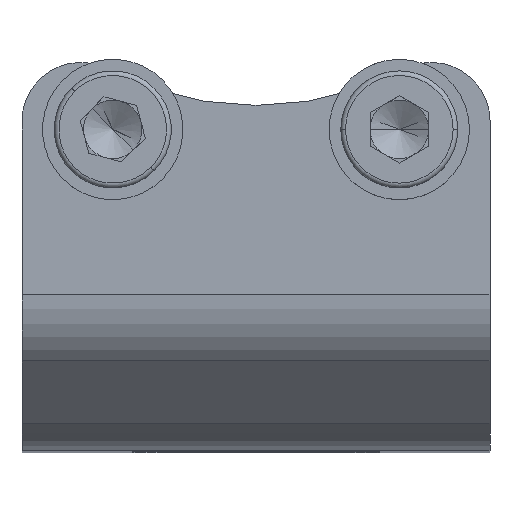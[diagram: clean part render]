
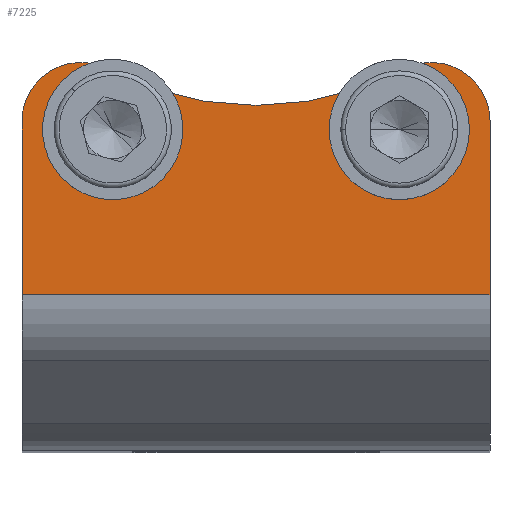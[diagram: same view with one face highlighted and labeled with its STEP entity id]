
A CAD part, top view. The second image highlights one B-rep face of the part: STEP entity #7225.
In plain terms, the highlighted planar face has unit normal (0, 0, 1).
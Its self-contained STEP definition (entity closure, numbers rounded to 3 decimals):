
#1811 = CARTESIAN_POINT ( 'NONE',  ( -9.046, 27.436, 0. ) ) ;
#1957 = CARTESIAN_POINT ( 'NONE',  ( -15.446, 27.436, 0. ) ) ;
#1966 = DIRECTION ( 'NONE',  ( 1., 0., 0. ) ) ;
#1967 = DIRECTION ( 'NONE',  ( 0., 0., 1. ) ) ;
#1968 = CARTESIAN_POINT ( 'NONE',  ( -12.246, 27.436, 0. ) ) ;
#1969 = AXIS2_PLACEMENT_3D ( 'NONE', #1968, #1967, #1966 ) ;
#1970 = CIRCLE ( 'NONE', #1969, 3.2 ) ;
#2034 = CARTESIAN_POINT ( 'NONE',  ( 15.446, 27.436, 0. ) ) ;
#2035 = DIRECTION ( 'NONE',  ( 1., 0., 0. ) ) ;
#2036 = DIRECTION ( 'NONE',  ( 0., 0., 1. ) ) ;
#2037 = AXIS2_PLACEMENT_3D ( 'NONE', #2060, #2036, #2035 ) ;
#2038 = CIRCLE ( 'NONE', #2037, 3.2 ) ;
#2060 = CARTESIAN_POINT ( 'NONE',  ( 12.246, 27.436, 0. ) ) ;
#2094 = CARTESIAN_POINT ( 'NONE',  ( 9.046, 27.436, 0. ) ) ;
#2276 = CARTESIAN_POINT ( 'NONE',  ( 20., 28.169, 0. ) ) ;
#2282 = DIRECTION ( 'NONE',  ( 0., 1., 0. ) ) ;
#2283 = VECTOR ( 'NONE', #2282, 1000. ) ;
#2284 = CARTESIAN_POINT ( 'NONE',  ( 20., 0., 0. ) ) ;
#2305 = LINE ( 'NONE', #2284, #2283 ) ;
#2317 = DIRECTION ( 'NONE',  ( 0., 0., -1. ) ) ;
#2327 = CARTESIAN_POINT ( 'NONE',  ( -12.692, 32.604, 0. ) ) ;
#2368 = CARTESIAN_POINT ( 'NONE',  ( 0., 57., 0. ) ) ;
#2372 = DIRECTION ( 'NONE',  ( 1., 0., 0. ) ) ;
#2373 = DIRECTION ( 'NONE',  ( 0., 0., 1. ) ) ;
#2374 = CARTESIAN_POINT ( 'NONE',  ( 12.246, 27.436, 0. ) ) ;
#2377 = DIRECTION ( 'NONE',  ( 1., 0., 0. ) ) ;
#2378 = CIRCLE ( 'NONE', #2383, 3.2 ) ;
#2383 = AXIS2_PLACEMENT_3D ( 'NONE', #2374, #2373, #2372 ) ;
#2395 = AXIS2_PLACEMENT_3D ( 'NONE', #2368, #2317, #2377 ) ;
#2396 = CIRCLE ( 'NONE', #2395, 27.5 ) ;
#2421 = FACE_BOUND ( 'NONE', #7275, .T. ) ;
#2422 = FACE_OUTER_BOUND ( 'NONE', #7240, .T. ) ;
#2423 = FACE_BOUND ( 'NONE', #7233, .T. ) ;
#2430 = CARTESIAN_POINT ( 'NONE',  ( 20., 13.314, 0. ) ) ;
#2433 = PLANE ( 'NONE',  #2480 ) ;
#2434 = DIRECTION ( 'NONE',  ( 0., 0., -1. ) ) ;
#2437 = DIRECTION ( 'NONE',  ( -1., 0., 0. ) ) ;
#2458 = CARTESIAN_POINT ( 'NONE',  ( 12.692, 32.604, 0. ) ) ;
#2459 = DIRECTION ( 'NONE',  ( 1., 0., 0. ) ) ;
#2460 = DIRECTION ( 'NONE',  ( 0., 0., 1. ) ) ;
#2461 = CARTESIAN_POINT ( 'NONE',  ( 15., 28.169, 0. ) ) ;
#2462 = AXIS2_PLACEMENT_3D ( 'NONE', #2461, #2460, #2459 ) ;
#2463 = CIRCLE ( 'NONE', #2462, 5. ) ;
#2479 = CARTESIAN_POINT ( 'NONE',  ( 40., 87., 0. ) ) ;
#2480 = AXIS2_PLACEMENT_3D ( 'NONE', #2479, #2434, #2437 ) ;
#2484 = CARTESIAN_POINT ( 'NONE',  ( 40., 13.314, 0. ) ) ;
#2485 = LINE ( 'NONE', #2484, #2554 ) ;
#2487 = DIRECTION ( 'NONE',  ( 1., 0., 0. ) ) ;
#2488 = DIRECTION ( 'NONE',  ( 0., 0., 1. ) ) ;
#2489 = CARTESIAN_POINT ( 'NONE',  ( -12.246, 27.436, 0. ) ) ;
#2490 = AXIS2_PLACEMENT_3D ( 'NONE', #2489, #2488, #2487 ) ;
#2491 = CIRCLE ( 'NONE', #2490, 3.2 ) ;
#2497 = DIRECTION ( 'NONE',  ( 1., 0., 0. ) ) ;
#2498 = DIRECTION ( 'NONE',  ( 0., 0., 1. ) ) ;
#2499 = CARTESIAN_POINT ( 'NONE',  ( -15., 28.169, 0. ) ) ;
#2500 = AXIS2_PLACEMENT_3D ( 'NONE', #2499, #2498, #2497 ) ;
#2501 = CIRCLE ( 'NONE', #2500, 5. ) ;
#2524 = CARTESIAN_POINT ( 'NONE',  ( -20., 28.169, 0. ) ) ;
#2531 = DIRECTION ( 'NONE',  ( 0., -1., 0. ) ) ;
#2532 = VECTOR ( 'NONE', #2531, 1000. ) ;
#2533 = CARTESIAN_POINT ( 'NONE',  ( -20., 28.169, 0. ) ) ;
#2534 = LINE ( 'NONE', #2533, #2532 ) ;
#2552 = CARTESIAN_POINT ( 'NONE',  ( -20., 13.314, 0. ) ) ;
#2553 = DIRECTION ( 'NONE',  ( -1., 0., 0. ) ) ;
#2554 = VECTOR ( 'NONE', #2553, 1000. ) ;
#6924 = VERTEX_POINT ( 'NONE', #1811 ) ;
#7032 = VERTEX_POINT ( 'NONE', #2094 ) ;
#7050 = EDGE_CURVE ( 'NONE', #7032, #7051, #2038, .T. ) ;
#7051 = VERTEX_POINT ( 'NONE', #2034 ) ;
#7057 = EDGE_CURVE ( 'NONE', #7060, #6924, #1970, .T. ) ;
#7060 = VERTEX_POINT ( 'NONE', #1957 ) ;
#7147 = ORIENTED_EDGE ( 'NONE', *, *, #7148, .T. ) ;
#7148 = EDGE_CURVE ( 'NONE', #7241, #7149, #2305, .T. ) ;
#7149 = VERTEX_POINT ( 'NONE', #2276 ) ;
#7171 = ORIENTED_EDGE ( 'NONE', *, *, #7172, .T. ) ;
#7172 = EDGE_CURVE ( 'NONE', #7257, #7173, #2396, .T. ) ;
#7173 = VERTEX_POINT ( 'NONE', #2327 ) ;
#7174 = ORIENTED_EDGE ( 'NONE', *, *, #7287, .T. ) ;
#7180 = ORIENTED_EDGE ( 'NONE', *, *, #7181, .F. ) ;
#7181 = EDGE_CURVE ( 'NONE', #7051, #7032, #2378, .T. ) ;
#7225 = ADVANCED_FACE ( 'NONE', ( #2423, #2422, #2421 ), #2433, .F. ) ;
#7233 = EDGE_LOOP ( 'NONE', ( #7180, #7239 ) ) ;
#7239 = ORIENTED_EDGE ( 'NONE', *, *, #7050, .F. ) ;
#7240 = EDGE_LOOP ( 'NONE', ( #7147, #7255, #7171, #7174, #7276, #7272 ) ) ;
#7241 = VERTEX_POINT ( 'NONE', #2430 ) ;
#7255 = ORIENTED_EDGE ( 'NONE', *, *, #7256, .T. ) ;
#7256 = EDGE_CURVE ( 'NONE', #7149, #7257, #2463, .T. ) ;
#7257 = VERTEX_POINT ( 'NONE', #2458 ) ;
#7266 = ORIENTED_EDGE ( 'NONE', *, *, #7057, .F. ) ;
#7268 = EDGE_CURVE ( 'NONE', #6924, #7060, #2491, .T. ) ;
#7269 = ORIENTED_EDGE ( 'NONE', *, *, #7268, .F. ) ;
#7270 = EDGE_CURVE ( 'NONE', #7241, #7271, #2485, .T. ) ;
#7271 = VERTEX_POINT ( 'NONE', #2552 ) ;
#7272 = ORIENTED_EDGE ( 'NONE', *, *, #7270, .F. ) ;
#7273 = EDGE_CURVE ( 'NONE', #7291, #7271, #2534, .T. ) ;
#7275 = EDGE_LOOP ( 'NONE', ( #7269, #7266 ) ) ;
#7276 = ORIENTED_EDGE ( 'NONE', *, *, #7273, .T. ) ;
#7287 = EDGE_CURVE ( 'NONE', #7173, #7291, #2501, .T. ) ;
#7291 = VERTEX_POINT ( 'NONE', #2524 ) ;
